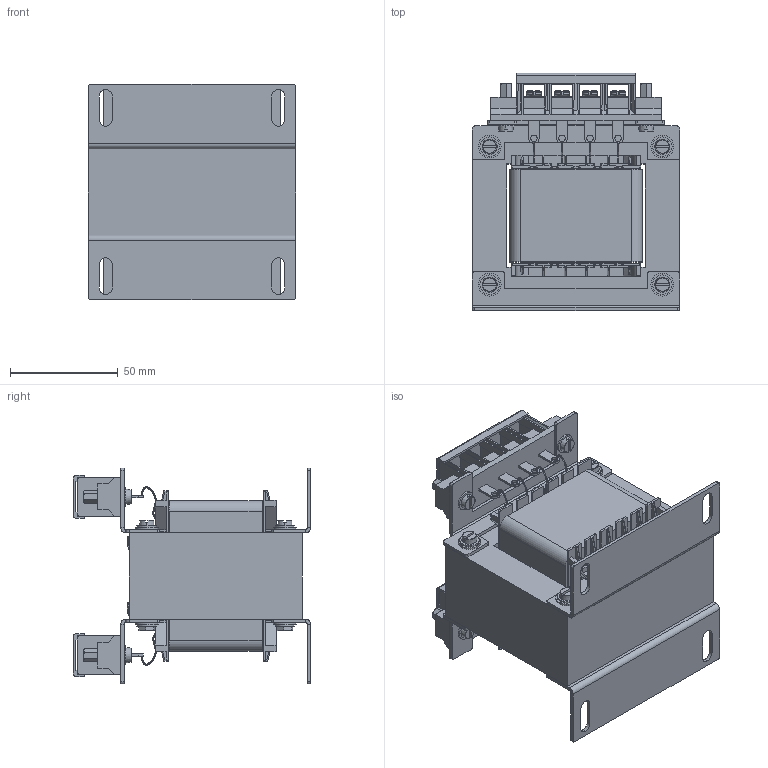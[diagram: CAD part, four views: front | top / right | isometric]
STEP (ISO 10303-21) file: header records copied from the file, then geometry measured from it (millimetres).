
FILE_DESCRIPTION (( 'STEP AP214' ), '1' );
FILE_NAME ('9304 STEP.STEP', '2025-04-11T08:48:59', ( '' ), ( '' ), 'SwSTEP 2.0', 'SolidWorks 2022', '' );
FILE_SCHEMA (( 'AUTOMOTIVE_DESIGN' ));
Length unit declared in the file: millimetre
Products named in the file (1): 9304 STEP
Bounding box: 96 x 110 x 99.88 mm (x, y, z)
Volume: 430480.2 mm3; surface area: 155639.2 mm2
Topology: 55 solids, 55 shells, 2826 faces, 7106 edges, 4418 vertices
Faces by surface type: plane 1662, cylinder 720, bspline 180, torus 136, cone 128
Entity records: 125706 total; most frequent: CARTESIAN_POINT 28085, ORIENTED_EDGE 14148, DIRECTION 12840, EDGE_CURVE 7074, LINE 4426, VECTOR 4426, VERTEX_POINT 4418, AXIS2_PLACEMENT_3D 4207
